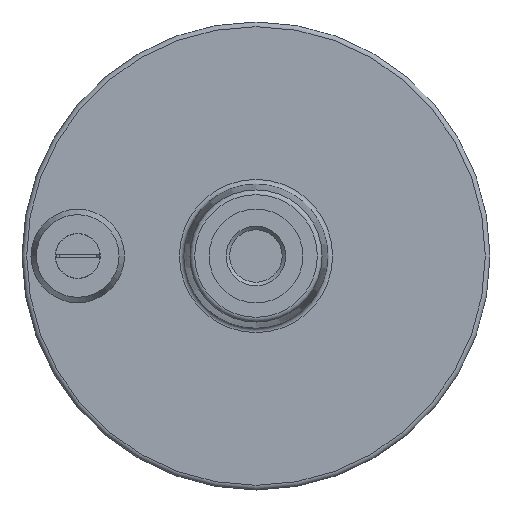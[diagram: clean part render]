
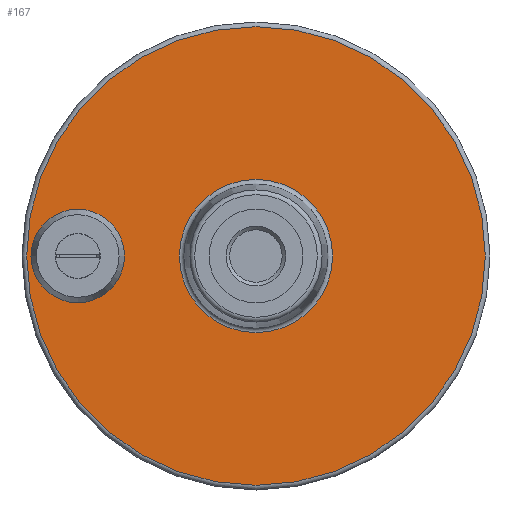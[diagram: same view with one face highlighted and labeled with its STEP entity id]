
A CAD part, front view. The second image highlights one B-rep face of the part: STEP entity #167.
In plain terms, the highlighted planar face has unit normal (0, -1, 0).
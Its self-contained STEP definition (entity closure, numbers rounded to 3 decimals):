
#167 = ADVANCED_FACE( '', ( #364, #365, #366 ), #367, .F. );
#364 = FACE_OUTER_BOUND( '', #568, .T. );
#365 = FACE_BOUND( '', #569, .T. );
#366 = FACE_BOUND( '', #570, .T. );
#367 = PLANE( '', #571 );
#568 = EDGE_LOOP( '', ( #927 ) );
#569 = EDGE_LOOP( '', ( #928 ) );
#570 = EDGE_LOOP( '', ( #929 ) );
#571 = AXIS2_PLACEMENT_3D( '', #930, #931, #932 );
#927 = ORIENTED_EDGE( '', *, *, #1056, .F. );
#928 = ORIENTED_EDGE( '', *, *, #1147, .F. );
#929 = ORIENTED_EDGE( '', *, *, #1080, .T. );
#930 = CARTESIAN_POINT( '', ( 27.091, -3., 0. ) );
#931 = DIRECTION( '', ( 0., 1., 0. ) );
#932 = DIRECTION( '', ( 0., 0., 1. ) );
#1056 = EDGE_CURVE( '', #1233, #1233, #1234, .T. );
#1080 = EDGE_CURVE( '', #1271, #1271, #1272, .T. );
#1147 = EDGE_CURVE( '', #1363, #1363, #1364, .F. );
#1233 = VERTEX_POINT( '', #1535 );
#1234 = CIRCLE( '', #1536, 61.104 );
#1271 = VERTEX_POINT( '', #1577 );
#1272 = CIRCLE( '', #1578, 20.409 );
#1363 = VERTEX_POINT( '', #1756 );
#1364 = CIRCLE( '', #1757, 12.456 );
#1535 = CARTESIAN_POINT( '', ( 47.5, -3., 61.104 ) );
#1536 = AXIS2_PLACEMENT_3D( '', #1884, #1885, #1886 );
#1577 = CARTESIAN_POINT( '', ( 47.5, -3., 20.409 ) );
#1578 = AXIS2_PLACEMENT_3D( '', #1921, #1922, #1923 );
#1756 = CARTESIAN_POINT( '', ( 0., -3., 12.456 ) );
#1757 = AXIS2_PLACEMENT_3D( '', #1998, #1999, #2000 );
#1884 = CARTESIAN_POINT( '', ( 47.5, -3., 0. ) );
#1885 = DIRECTION( '', ( 0., 1., 0. ) );
#1886 = DIRECTION( '', ( 0., 0., 1. ) );
#1921 = CARTESIAN_POINT( '', ( 47.5, -3., 0. ) );
#1922 = DIRECTION( '', ( 0., 1., 0. ) );
#1923 = DIRECTION( '', ( 0., 0., 1. ) );
#1998 = CARTESIAN_POINT( '', ( 0., -3., 0. ) );
#1999 = DIRECTION( '', ( 0., 1., 0. ) );
#2000 = DIRECTION( '', ( 0., 0., 1. ) );
